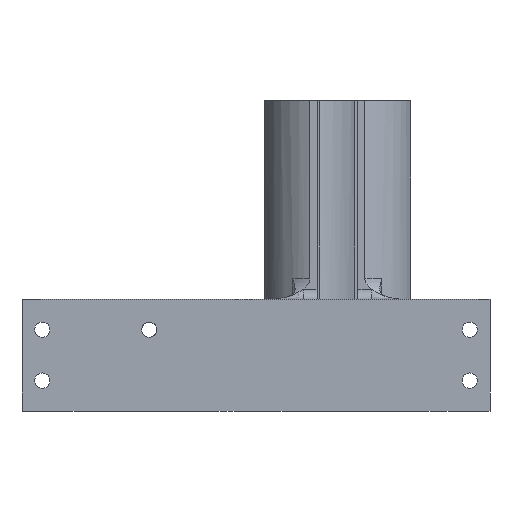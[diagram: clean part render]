
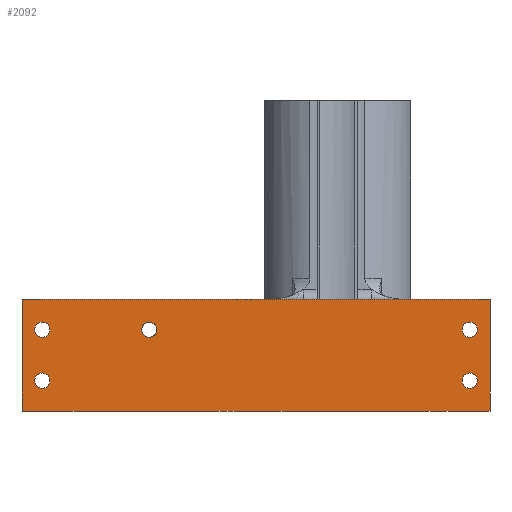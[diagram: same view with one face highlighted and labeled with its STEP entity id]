
A CAD part, front view. The second image highlights one B-rep face of the part: STEP entity #2092.
In plain terms, the highlighted planar face has unit normal (0, -1, 0).
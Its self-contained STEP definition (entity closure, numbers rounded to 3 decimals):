
#261=CARTESIAN_POINT('',(-18.5,0.0,4.25));
#262=VERTEX_POINT('',#261);
#263=CARTESIAN_POINT('',(-18.5,0.0,5.));
#264=DIRECTION('',(0.0,-1.0,0.0));
#265=DIRECTION('',(0.0,0.0,-1.0));
#266=AXIS2_PLACEMENT_3D('',#263,#264,#265);
#267=CIRCLE('',#266,0.75);
#268=EDGE_CURVE('',#262,#262,#267,.T.);
#289=CARTESIAN_POINT('',(13.,0.0,4.25));
#290=VERTEX_POINT('',#289);
#291=CARTESIAN_POINT('',(13.,0.0,5.));
#292=DIRECTION('',(0.0,-1.0,0.0));
#293=DIRECTION('',(0.0,0.0,-1.0));
#294=AXIS2_PLACEMENT_3D('',#291,#292,#293);
#295=CIRCLE('',#294,0.75);
#296=EDGE_CURVE('',#290,#290,#295,.T.);
#317=CARTESIAN_POINT('',(-29.,0.0,-0.75));
#318=VERTEX_POINT('',#317);
#319=CARTESIAN_POINT('',(-29.,0.0,0.));
#320=DIRECTION('',(0.0,-1.0,0.0));
#321=DIRECTION('',(0.0,0.0,-1.0));
#322=AXIS2_PLACEMENT_3D('',#319,#320,#321);
#323=CIRCLE('',#322,0.75);
#324=EDGE_CURVE('',#318,#318,#323,.T.);
#345=CARTESIAN_POINT('',(-29.,0.0,4.25));
#346=VERTEX_POINT('',#345);
#347=CARTESIAN_POINT('',(-29.,0.0,5.));
#348=DIRECTION('',(0.0,-1.0,0.0));
#349=DIRECTION('',(0.0,0.0,-1.0));
#350=AXIS2_PLACEMENT_3D('',#347,#348,#349);
#351=CIRCLE('',#350,0.75);
#352=EDGE_CURVE('',#346,#346,#351,.T.);
#615=CARTESIAN_POINT('',(13.,0.0,-0.75));
#616=VERTEX_POINT('',#615);
#617=CARTESIAN_POINT('',(13.,0.0,0.));
#618=DIRECTION('',(0.0,-1.0,0.0));
#619=DIRECTION('',(0.0,0.0,-1.0));
#620=AXIS2_PLACEMENT_3D('',#617,#618,#619);
#621=CIRCLE('',#620,0.75);
#622=EDGE_CURVE('',#616,#616,#621,.T.);
#1964=CARTESIAN_POINT('',(15.,0.0,-3.));
#1965=VERTEX_POINT('',#1964);
#1972=CARTESIAN_POINT('',(-31.,0.0,-3.));
#1973=VERTEX_POINT('',#1972);
#1974=CARTESIAN_POINT('',(15.,0.0,-3.));
#1975=DIRECTION('',(-1.0,0.0,0.0));
#1976=VECTOR('',#1975,46.);
#1977=LINE('',#1974,#1976);
#1978=EDGE_CURVE('',#1965,#1973,#1977,.T.);
#2047=CARTESIAN_POINT('',(0.0,0.0,0.0));
#2048=DIRECTION('',(0.0,-1.0,0.0));
#2049=DIRECTION('',(0.0,0.0,-1.0));
#2050=AXIS2_PLACEMENT_3D('',#2047,#2048,#2049);
#2051=PLANE('',#2050);
#2052=CARTESIAN_POINT('',(-31.,0.0,8.0));
#2053=VERTEX_POINT('',#2052);
#2054=CARTESIAN_POINT('',(-31.,0.0,-3.));
#2055=DIRECTION('',(0.0,0.0,1.0));
#2056=VECTOR('',#2055,11.0);
#2057=LINE('',#2054,#2056);
#2058=EDGE_CURVE('',#1973,#2053,#2057,.T.);
#2059=ORIENTED_EDGE('',*,*,#2058,.F.);
#2060=ORIENTED_EDGE('',*,*,#1978,.F.);
#2061=CARTESIAN_POINT('',(15.,0.0,8.0));
#2062=VERTEX_POINT('',#2061);
#2063=CARTESIAN_POINT('',(15.,0.0,-3.));
#2064=DIRECTION('',(0.0,0.0,1.0));
#2065=VECTOR('',#2064,11.);
#2066=LINE('',#2063,#2065);
#2067=EDGE_CURVE('',#1965,#2062,#2066,.T.);
#2068=ORIENTED_EDGE('',*,*,#2067,.T.);
#2069=CARTESIAN_POINT('',(-31.,0.0,8.0));
#2070=DIRECTION('',(1.0,0.0,0.0));
#2071=VECTOR('',#2070,46.);
#2072=LINE('',#2069,#2071);
#2073=EDGE_CURVE('',#2053,#2062,#2072,.T.);
#2074=ORIENTED_EDGE('',*,*,#2073,.F.);
#2075=EDGE_LOOP('',(#2059,#2060,#2068,#2074));
#2076=FACE_OUTER_BOUND('',#2075,.T.);
#2077=ORIENTED_EDGE('',*,*,#296,.F.);
#2078=EDGE_LOOP('',(#2077));
#2079=FACE_BOUND('',#2078,.T.);
#2080=ORIENTED_EDGE('',*,*,#324,.F.);
#2081=EDGE_LOOP('',(#2080));
#2082=FACE_BOUND('',#2081,.T.);
#2083=ORIENTED_EDGE('',*,*,#352,.F.);
#2084=EDGE_LOOP('',(#2083));
#2085=FACE_BOUND('',#2084,.T.);
#2086=ORIENTED_EDGE('',*,*,#268,.F.);
#2087=EDGE_LOOP('',(#2086));
#2088=FACE_BOUND('',#2087,.T.);
#2089=ORIENTED_EDGE('',*,*,#622,.F.);
#2090=EDGE_LOOP('',(#2089));
#2091=FACE_BOUND('',#2090,.T.);
#2092=ADVANCED_FACE('',(#2076,#2079,#2082,#2085,#2088,#2091),#2051,.T.);
